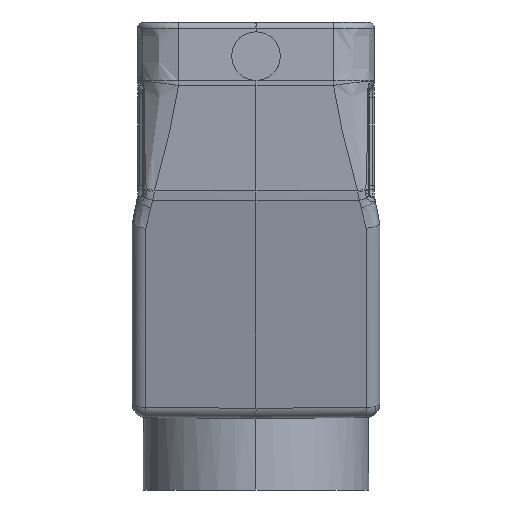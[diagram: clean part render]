
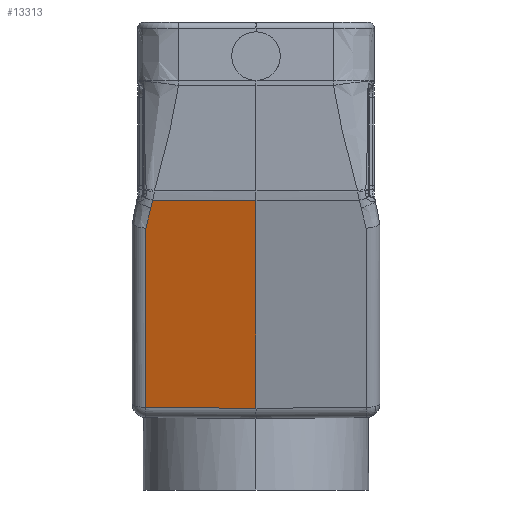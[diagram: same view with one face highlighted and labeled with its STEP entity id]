
A CAD part, left-side view. The second image highlights one B-rep face of the part: STEP entity #13313.
In plain terms, the highlighted planar face has unit normal (-0.966, 0.009, -0.259).
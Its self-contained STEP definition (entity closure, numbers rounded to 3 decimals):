
#821=CARTESIAN_POINT('',(-34.58,0.,
-32.345));
#823=CARTESIAN_POINT('',(-33.046,20.022,-37.395));
#824=CARTESIAN_POINT('',(-33.148,19.948,-37.018));
#825=CARTESIAN_POINT('',(-33.335,19.806,-36.322));
#826=CARTESIAN_POINT('',(-33.511,19.661,-35.671));
#827=CARTESIAN_POINT('',(-33.755,19.436,-34.769));
#828=CARTESIAN_POINT('',(-33.946,19.231,-34.063));
#829=CARTESIAN_POINT('',(-34.05,19.115,-33.678));
#831=DIRECTION('',(-0.009,-1.,-0.002));
#832=VECTOR('',#831,18.768);
#833=CARTESIAN_POINT('',(-34.418,18.767,-32.316));
#834=LINE('',#833,#832);
#835=DIRECTION('',(0.259,0.,-0.966));
#836=VECTOR('',#835,39.136);
#837=CARTESIAN_POINT('',(-34.58,0.,
-32.345));
#838=LINE('',#837,#836);
#839=DIRECTION('',(0.007,1.,0.009));
#840=VECTOR('',#839,20.023);
#841=CARTESIAN_POINT('',(-24.451,0.,
-70.147));
#842=LINE('',#841,#840);
#853=DIRECTION('',(0.259,0.,-0.966));
#854=VECTOR('',#853,33.727);
#855=CARTESIAN_POINT('',(-33.046,20.022,-37.395));
#856=LINE('',#855,#854);
#4959=CARTESIAN_POINT('',(-34.418,18.767,
-32.316));
#4960=CARTESIAN_POINT('',(-34.397,18.787,
-32.393));
#4961=CARTESIAN_POINT('',(-34.342,18.839,
-32.6));
#4962=CARTESIAN_POINT('',(-34.159,18.999,
-33.275));
#4963=CARTESIAN_POINT('',(-34.085,19.077,
-33.55));
#4964=CARTESIAN_POINT('',(-34.05,19.115,
-33.678));
#9199=VERTEX_POINT('',#821);
#9200=CARTESIAN_POINT('',(-34.418,18.767,
-32.316));
#9201=VERTEX_POINT('',#9200);
#9204=CARTESIAN_POINT('',(-33.046,20.022,
-37.395));
#9205=CARTESIAN_POINT('',(-24.317,20.022,
-69.972));
#9206=VERTEX_POINT('',#9204);
#9207=VERTEX_POINT('',#9205);
#9208=VERTEX_POINT('',#829);
#9209=CARTESIAN_POINT('',(-24.451,0.,
-70.147));
#9210=VERTEX_POINT('',#9209);
#13295=CARTESIAN_POINT('',(-23.955,0.,-72.));
#13296=DIRECTION('',(-0.966,0.009,-0.259));
#13297=DIRECTION('',(-0.259,0.,0.966));
#13298=AXIS2_PLACEMENT_3D('',#13295,#13296,#13297);
#13299=PLANE('',#13298);
#13301=ORIENTED_EDGE('',*,*,#13300,.F.);
#13303=ORIENTED_EDGE('',*,*,#13302,.T.);
#13305=ORIENTED_EDGE('',*,*,#13304,.F.);
#13306=ORIENTED_EDGE('',*,*,#13283,.T.);
#13308=ORIENTED_EDGE('',*,*,#13307,.T.);
#13310=ORIENTED_EDGE('',*,*,#13309,.T.);
#13311=EDGE_LOOP('',(#13301,#13303,#13305,#13306,#13308,#13310));
#13312=FACE_OUTER_BOUND('',#13311,.F.);
#13313=ADVANCED_FACE('',(#13312),#13299,.T.);
#830=B_SPLINE_CURVE_WITH_KNOTS('',3,(#823,#824,#825,#826,#827,#828,#829),
.UNSPECIFIED.,.F.,.F.,(4,1,1,1,4),(0.,0.25,0.5,0.75,1.),
.UNSPECIFIED.);
#4965=B_SPLINE_CURVE_WITH_KNOTS('',3,(#4959,#4960,#4961,#4962,#4963,#4964),
.UNSPECIFIED.,.F.,.F.,(4,1,1,4),(0.,0.333,0.667,1.),
.UNSPECIFIED.);
#13283=EDGE_CURVE('',#9201,#9199,#834,.T.);
#13300=EDGE_CURVE('',#9206,#9207,#856,.T.);
#13302=EDGE_CURVE('',#9206,#9208,#830,.T.);
#13304=EDGE_CURVE('',#9201,#9208,#4965,.T.);
#13307=EDGE_CURVE('',#9199,#9210,#838,.T.);
#13309=EDGE_CURVE('',#9210,#9207,#842,.T.);
